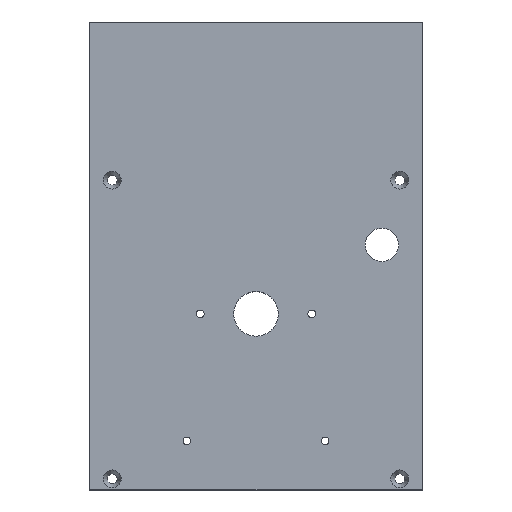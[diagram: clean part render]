
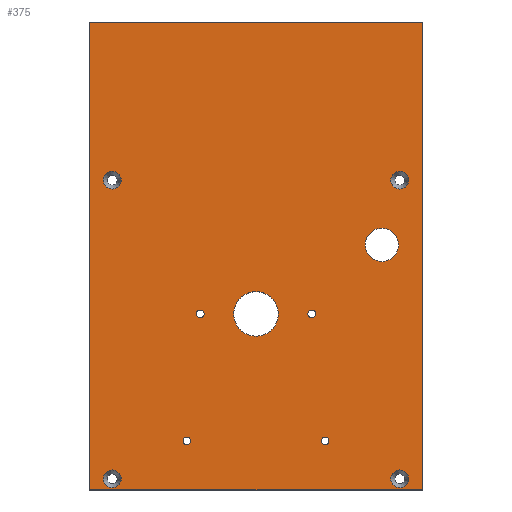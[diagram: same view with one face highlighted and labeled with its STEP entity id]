
A CAD part, top view. The second image highlights one B-rep face of the part: STEP entity #375.
In plain terms, the highlighted planar face has unit normal (0, 0, 1).
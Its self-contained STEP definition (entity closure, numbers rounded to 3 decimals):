
#29=FACE_BOUND('',#96,.T.);
#30=FACE_BOUND('',#97,.T.);
#31=FACE_BOUND('',#98,.T.);
#32=FACE_BOUND('',#99,.T.);
#33=FACE_BOUND('',#100,.T.);
#34=FACE_BOUND('',#101,.T.);
#35=FACE_BOUND('',#102,.T.);
#36=FACE_BOUND('',#103,.T.);
#37=FACE_BOUND('',#104,.T.);
#38=FACE_BOUND('',#105,.T.);
#49=CIRCLE('',#410,3.998);
#50=CIRCLE('',#411,1.75);
#51=CIRCLE('',#412,1.75);
#52=CIRCLE('',#413,3.998);
#53=CIRCLE('',#414,1.75);
#54=CIRCLE('',#415,10.);
#55=CIRCLE('',#416,3.998);
#56=CIRCLE('',#417,1.75);
#57=CIRCLE('',#418,7.5);
#58=CIRCLE('',#419,3.998);
#75=FACE_OUTER_BOUND('',#95,.T.);
#95=EDGE_LOOP('',(#275,#276,#277,#278));
#96=EDGE_LOOP('',(#279));
#97=EDGE_LOOP('',(#280));
#98=EDGE_LOOP('',(#281));
#99=EDGE_LOOP('',(#282));
#100=EDGE_LOOP('',(#283));
#101=EDGE_LOOP('',(#284));
#102=EDGE_LOOP('',(#285));
#103=EDGE_LOOP('',(#286));
#104=EDGE_LOOP('',(#287));
#105=EDGE_LOOP('',(#288));
#134=LINE('',#573,#160);
#139=LINE('',#582,#165);
#140=LINE('',#585,#166);
#141=LINE('',#586,#167);
#160=VECTOR('',#456,1.);
#165=VECTOR('',#463,1.);
#166=VECTOR('',#466,1.);
#167=VECTOR('',#467,1.);
#186=VERTEX_POINT('',#570);
#187=VERTEX_POINT('',#572);
#190=VERTEX_POINT('',#580);
#191=VERTEX_POINT('',#584);
#192=VERTEX_POINT('',#587);
#193=VERTEX_POINT('',#589);
#194=VERTEX_POINT('',#591);
#195=VERTEX_POINT('',#593);
#196=VERTEX_POINT('',#595);
#197=VERTEX_POINT('',#597);
#198=VERTEX_POINT('',#599);
#199=VERTEX_POINT('',#601);
#200=VERTEX_POINT('',#603);
#201=VERTEX_POINT('',#605);
#218=EDGE_CURVE('',#186,#187,#134,.T.);
#223=EDGE_CURVE('',#186,#190,#139,.T.);
#224=EDGE_CURVE('',#190,#191,#140,.T.);
#225=EDGE_CURVE('',#187,#191,#141,.T.);
#226=EDGE_CURVE('',#192,#192,#49,.T.);
#227=EDGE_CURVE('',#193,#193,#50,.T.);
#228=EDGE_CURVE('',#194,#194,#51,.T.);
#229=EDGE_CURVE('',#195,#195,#52,.T.);
#230=EDGE_CURVE('',#196,#196,#53,.T.);
#231=EDGE_CURVE('',#197,#197,#54,.T.);
#232=EDGE_CURVE('',#198,#198,#55,.T.);
#233=EDGE_CURVE('',#199,#199,#56,.T.);
#234=EDGE_CURVE('',#200,#200,#57,.T.);
#235=EDGE_CURVE('',#201,#201,#58,.T.);
#275=ORIENTED_EDGE('',*,*,#218,.F.);
#276=ORIENTED_EDGE('',*,*,#223,.T.);
#277=ORIENTED_EDGE('',*,*,#224,.T.);
#278=ORIENTED_EDGE('',*,*,#225,.F.);
#279=ORIENTED_EDGE('',*,*,#226,.F.);
#280=ORIENTED_EDGE('',*,*,#227,.T.);
#281=ORIENTED_EDGE('',*,*,#228,.T.);
#282=ORIENTED_EDGE('',*,*,#229,.F.);
#283=ORIENTED_EDGE('',*,*,#230,.T.);
#284=ORIENTED_EDGE('',*,*,#231,.T.);
#285=ORIENTED_EDGE('',*,*,#232,.F.);
#286=ORIENTED_EDGE('',*,*,#233,.T.);
#287=ORIENTED_EDGE('',*,*,#234,.T.);
#288=ORIENTED_EDGE('',*,*,#235,.F.);
#369=PLANE('',#409);
#375=ADVANCED_FACE('',(#75,#29,#30,#31,#32,#33,#34,#35,#36,#37,#38),#369,
 .T.);
#409=AXIS2_PLACEMENT_3D('',#583,#464,#465);
#410=AXIS2_PLACEMENT_3D('',#588,#468,#469);
#411=AXIS2_PLACEMENT_3D('',#590,#470,#471);
#412=AXIS2_PLACEMENT_3D('',#592,#472,#473);
#413=AXIS2_PLACEMENT_3D('',#594,#474,#475);
#414=AXIS2_PLACEMENT_3D('',#596,#476,#477);
#415=AXIS2_PLACEMENT_3D('',#598,#478,#479);
#416=AXIS2_PLACEMENT_3D('',#600,#480,#481);
#417=AXIS2_PLACEMENT_3D('',#602,#482,#483);
#418=AXIS2_PLACEMENT_3D('',#604,#484,#485);
#419=AXIS2_PLACEMENT_3D('',#606,#486,#487);
#456=DIRECTION('',(0.,1.,0.));
#463=DIRECTION('',(1.,0.,0.));
#464=DIRECTION('center_axis',(0.,0.,1.));
#465=DIRECTION('ref_axis',(1.,0.,0.));
#466=DIRECTION('',(0.,1.,0.));
#467=DIRECTION('',(1.,0.,0.));
#468=DIRECTION('center_axis',(0.,0.,1.));
#469=DIRECTION('ref_axis',(1.,0.,0.));
#470=DIRECTION('center_axis',(0.,0.,-1.));
#471=DIRECTION('ref_axis',(1.,0.,0.));
#472=DIRECTION('center_axis',(0.,0.,-1.));
#473=DIRECTION('ref_axis',(1.,0.,0.));
#474=DIRECTION('center_axis',(0.,0.,1.));
#475=DIRECTION('ref_axis',(1.,0.,0.));
#476=DIRECTION('center_axis',(0.,0.,-1.));
#477=DIRECTION('ref_axis',(1.,0.,0.));
#478=DIRECTION('center_axis',(0.,0.,-1.));
#479=DIRECTION('ref_axis',(1.,0.,0.));
#480=DIRECTION('center_axis',(0.,0.,1.));
#481=DIRECTION('ref_axis',(1.,0.,0.));
#482=DIRECTION('center_axis',(0.,0.,-1.));
#483=DIRECTION('ref_axis',(1.,0.,0.));
#484=DIRECTION('center_axis',(0.,0.,-1.));
#485=DIRECTION('ref_axis',(1.,0.,0.));
#486=DIRECTION('center_axis',(0.,0.,1.));
#487=DIRECTION('ref_axis',(1.,0.,0.));
#570=CARTESIAN_POINT('',(-74.5,-105.,2.5));
#572=CARTESIAN_POINT('',(-74.5,105.,2.5));
#573=CARTESIAN_POINT('',(-74.5,-105.,2.5));
#580=CARTESIAN_POINT('',(74.5,-105.,2.5));
#582=CARTESIAN_POINT('',(-74.5,-105.,2.5));
#583=CARTESIAN_POINT('Origin',(-74.5,-105.,2.5));
#584=CARTESIAN_POINT('',(74.5,105.,2.5));
#585=CARTESIAN_POINT('',(74.5,-105.,2.5));
#586=CARTESIAN_POINT('',(-74.5,105.,2.5));
#587=CARTESIAN_POINT('',(-68.498,-100.,2.5));
#588=CARTESIAN_POINT('Origin',(-64.5,-100.,2.5));
#589=CARTESIAN_POINT('',(-32.75,-83.,2.5));
#590=CARTESIAN_POINT('Origin',(-31.,-83.,2.5));
#591=CARTESIAN_POINT('',(29.25,-83.,2.5));
#592=CARTESIAN_POINT('Origin',(31.,-83.,2.5));
#593=CARTESIAN_POINT('',(60.502,-100.,2.5));
#594=CARTESIAN_POINT('Origin',(64.5,-100.,2.5));
#595=CARTESIAN_POINT('',(-26.75,-26.,2.5));
#596=CARTESIAN_POINT('Origin',(-25.,-26.,2.5));
#597=CARTESIAN_POINT('',(-10.,-26.,2.5));
#598=CARTESIAN_POINT('Origin',(0.,-26.,2.5));
#599=CARTESIAN_POINT('',(-68.498,34.,2.5));
#600=CARTESIAN_POINT('Origin',(-64.5,34.,2.5));
#601=CARTESIAN_POINT('',(23.25,-26.,2.5));
#602=CARTESIAN_POINT('Origin',(25.,-26.,2.5));
#603=CARTESIAN_POINT('',(49.,5.,2.5));
#604=CARTESIAN_POINT('Origin',(56.5,5.,2.5));
#605=CARTESIAN_POINT('',(60.502,34.,2.5));
#606=CARTESIAN_POINT('Origin',(64.5,34.,2.5));
